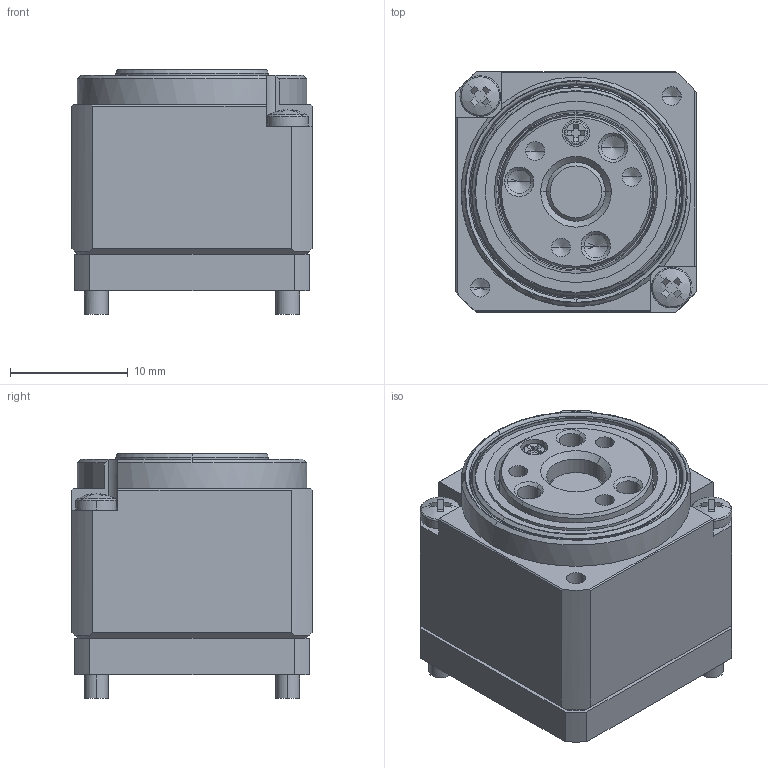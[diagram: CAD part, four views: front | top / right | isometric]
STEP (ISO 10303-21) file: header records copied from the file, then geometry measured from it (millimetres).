
FILE_DESCRIPTION (( 'STEP AP214' ), '1' );
FILE_NAME ('outside_C003425_CSF-5-xx-1U-CC-F-SP.STEP', '2019-09-09T06:19:35', ( '' ), ( '' ), 'SwSTEP 2.0', 'SolidWorks 2015', '' );
FILE_SCHEMA (( 'AUTOMOTIVE_DESIGN' ));
Length unit declared in the file: millimetre
Products named in the file (4): outside_C003425_CSF-5-xx-1U-CC-F-SP_WG; outside_C003425_CSF-5-xx-1U-CC-F-SP_fixed; outside_C003425_CSF-5-xx-1U-CC-F-SP; outside_CSF-5-xx-1U-CC-F_output
Assembly tree (3 placements, depth 2):
  outside_C003425_CSF-5-xx-1U-CC-F-SP
    outside_C003425_CSF-5-xx-1U-CC-F-SP_fixed
    outside_CSF-5-xx-1U-CC-F_output
    outside_C003425_CSF-5-xx-1U-CC-F-SP_WG
Bounding box: 20.4 x 20.4 x 20.8 mm (x, y, z)
Volume: 5787 mm3; surface area: 4852.3 mm2
Topology: 3 solids, 4 shells, 553 faces, 1777 edges, 1150 vertices
Faces by surface type: plane 159, cylinder 145, torus 78, cone 77, bspline 52, sphere 42
Entity records: 29755 total; most frequent: CARTESIAN_POINT 9388, ORIENTED_EDGE 3288, DIRECTION 2706, EDGE_CURVE 1644, AXIS2_PLACEMENT_3D 1173, VERTEX_POINT 1075, CIRCLE 666, EDGE_LOOP 617
